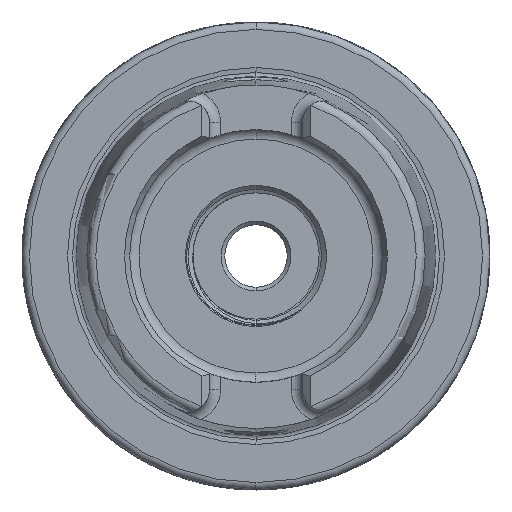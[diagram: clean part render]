
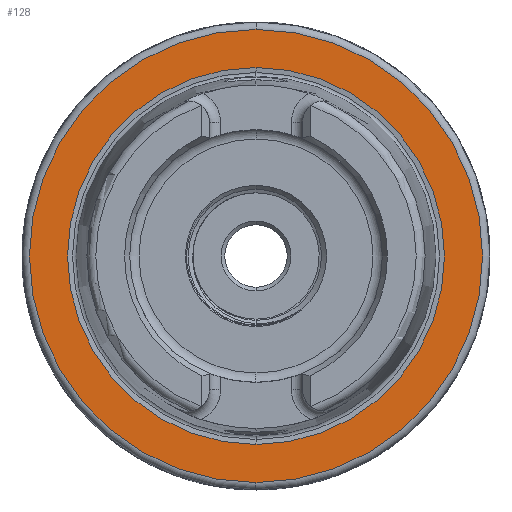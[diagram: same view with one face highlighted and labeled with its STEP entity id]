
A CAD part, left-side view. The second image highlights one B-rep face of the part: STEP entity #128.
In plain terms, the highlighted planar face has unit normal (-1, 0, 0).
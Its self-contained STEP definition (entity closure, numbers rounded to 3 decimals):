
#128 = ADVANCED_FACE ( 'NONE', ( #7501, #7484 ), #22080, .T. ) ;
#277 = EDGE_LOOP ( 'NONE', ( #643, #596 ) ) ;
#286 = EDGE_LOOP ( 'NONE', ( #619, #644 ) ) ;
#596 = ORIENTED_EDGE ( 'NONE', *, *, #14431, .T. ) ;
#619 = ORIENTED_EDGE ( 'NONE', *, *, #14158, .T. ) ;
#643 = ORIENTED_EDGE ( 'NONE', *, *, #14231, .T. ) ;
#644 = ORIENTED_EDGE ( 'NONE', *, *, #14417, .T. ) ;
#7484 = FACE_BOUND ( 'NONE', #277, .T. ) ;
#7501 = FACE_OUTER_BOUND ( 'NONE', #286, .T. ) ;
#8225 = VERTEX_POINT ( 'NONE', #12735 ) ;
#8278 = VERTEX_POINT ( 'NONE', #12808 ) ;
#10650 = DIRECTION ( 'NONE',  ( 0., 0., 1. ) ) ;
#10673 = CARTESIAN_POINT ( 'NONE',  ( 0., 0., 0. ) ) ;
#10674 = DIRECTION ( 'NONE',  ( -1., 0., 0. ) ) ;
#10767 = DIRECTION ( 'NONE',  ( 1., 0., 0. ) ) ;
#10779 = CARTESIAN_POINT ( 'NONE',  ( 0., 0., 0. ) ) ;
#10781 = DIRECTION ( 'NONE',  ( 0., 0., -1. ) ) ;
#11639 = VERTEX_POINT ( 'NONE', #12810 ) ;
#11658 = VERTEX_POINT ( 'NONE', #12842 ) ;
#12735 = CARTESIAN_POINT ( 'NONE',  ( 0., 0., 30.5 ) ) ;
#12808 = CARTESIAN_POINT ( 'NONE',  ( 0., 0., -30.5 ) ) ;
#12810 = CARTESIAN_POINT ( 'NONE',  ( 0., 0., -25.369 ) ) ;
#12842 = CARTESIAN_POINT ( 'NONE',  ( 0., 0., 25.369 ) ) ;
#13812 = AXIS2_PLACEMENT_3D ( 'NONE', #22037, #22019, #22017 ) ;
#14158 = EDGE_CURVE ( 'NONE', #8225, #8278, #25158, .T. ) ;
#14231 = EDGE_CURVE ( 'NONE', #11658, #11639, #25163, .T. ) ;
#14417 = EDGE_CURVE ( 'NONE', #8278, #8225, #25356, .T. ) ;
#14431 = EDGE_CURVE ( 'NONE', #11639, #11658, #25348, .T. ) ;
#17091 = DIRECTION ( 'NONE',  ( 1., 0., 0. ) ) ;
#17095 = CARTESIAN_POINT ( 'NONE',  ( 0., 0., 0. ) ) ;
#17096 = DIRECTION ( 'NONE',  ( 0., 0., -1. ) ) ;
#18007 = CARTESIAN_POINT ( 'NONE',  ( 0., 0., 0. ) ) ;
#18043 = DIRECTION ( 'NONE',  ( 0., 0., 1. ) ) ;
#18047 = DIRECTION ( 'NONE',  ( -1., 0., 0. ) ) ;
#19605 = AXIS2_PLACEMENT_3D ( 'NONE', #18007, #18047, #18043 ) ;
#19612 = AXIS2_PLACEMENT_3D ( 'NONE', #17095, #17091, #17096 ) ;
#19660 = AXIS2_PLACEMENT_3D ( 'NONE', #10673, #10674, #10650 ) ;
#19663 = AXIS2_PLACEMENT_3D ( 'NONE', #10779, #10767, #10781 ) ;
#22017 = DIRECTION ( 'NONE',  ( 0., 0., 1. ) ) ;
#22019 = DIRECTION ( 'NONE',  ( -1., 0., 0. ) ) ;
#22037 = CARTESIAN_POINT ( 'NONE',  ( 0., 25.369, 0. ) ) ;
#22080 = PLANE ( 'NONE',  #13812 ) ;
#25158 = CIRCLE ( 'NONE', #19605, 30.5 ) ;
#25163 = CIRCLE ( 'NONE', #19612, 25.369 ) ;
#25348 = CIRCLE ( 'NONE', #19663, 25.369 ) ;
#25356 = CIRCLE ( 'NONE', #19660, 30.5 ) ;
